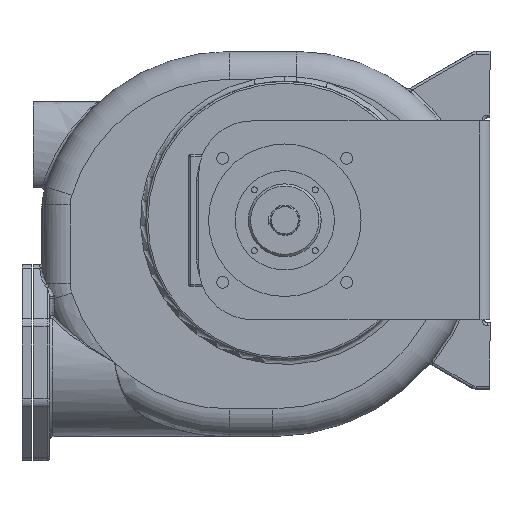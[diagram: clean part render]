
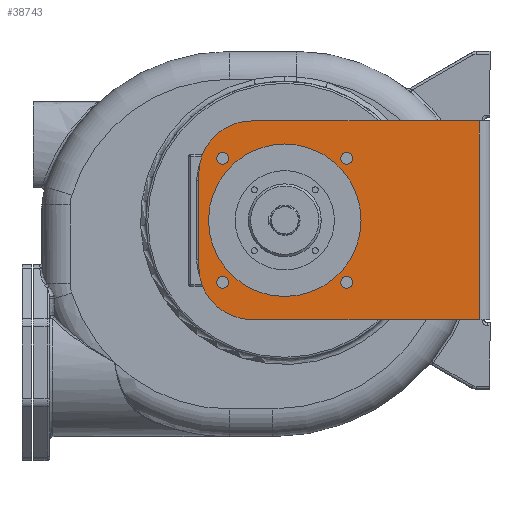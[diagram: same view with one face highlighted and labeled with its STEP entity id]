
A CAD part, left-side view. The second image highlights one B-rep face of the part: STEP entity #38743.
In plain terms, the highlighted planar face has unit normal (-1, 0, 0).
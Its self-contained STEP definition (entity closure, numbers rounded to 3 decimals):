
#16889=DIRECTION('',(0.,0.,1.));
#16890=VECTOR('',#16889,300.);
#16891=CARTESIAN_POINT('',(-572.,16.,-150.));
#16892=LINE('',#16891,#16890);
#17068=CARTESIAN_POINT('',(-572.,360.,-70.));
#17069=DIRECTION('',(1.,0.,0.));
#17070=DIRECTION('',(0.,0.,-1.));
#17071=AXIS2_PLACEMENT_3D('',#17068,#17069,#17070);
#17073=DIRECTION('',(0.,0.,1.));
#17074=VECTOR('',#17073,140.);
#17075=CARTESIAN_POINT('',(-572.,440.,-70.));
#17076=LINE('',#17075,#17074);
#17077=CARTESIAN_POINT('',(-572.,360.,70.));
#17078=DIRECTION('',(1.,0.,0.));
#17079=DIRECTION('',(0.,1.,0.));
#17080=AXIS2_PLACEMENT_3D('',#17077,#17078,#17079);
#17082=DIRECTION('',(0.,-1.,0.));
#17083=VECTOR('',#17082,344.);
#17084=CARTESIAN_POINT('',(-572.,360.,150.));
#17085=LINE('',#17084,#17083);
#17086=DIRECTION('',(0.,1.,0.));
#17087=VECTOR('',#17086,344.);
#17088=CARTESIAN_POINT('',(-572.,16.,-150.));
#17089=LINE('',#17088,#17087);
#17090=CARTESIAN_POINT('',(-572.,310.,0.));
#17091=DIRECTION('',(-1.,0.,0.));
#17092=DIRECTION('',(0.,-1.,0.));
#17093=AXIS2_PLACEMENT_3D('',#17090,#17091,#17092);
#17095=CARTESIAN_POINT('',(-572.,310.,0.));
#17096=DIRECTION('',(-1.,0.,0.));
#17097=DIRECTION('',(0.,1.,0.));
#17098=AXIS2_PLACEMENT_3D('',#17095,#17096,#17097);
#17100=CARTESIAN_POINT('',(-572.,403.692,-93.692));
#17101=DIRECTION('',(-1.,0.,0.));
#17102=DIRECTION('',(0.,-1.,0.));
#17103=AXIS2_PLACEMENT_3D('',#17100,#17101,#17102);
#17105=CARTESIAN_POINT('',(-572.,403.692,-93.692));
#17106=DIRECTION('',(-1.,0.,0.));
#17107=DIRECTION('',(0.,1.,0.));
#17108=AXIS2_PLACEMENT_3D('',#17105,#17106,#17107);
#17110=CARTESIAN_POINT('',(-572.,216.308,-93.692));
#17111=DIRECTION('',(-1.,0.,0.));
#17112=DIRECTION('',(0.,0.,1.));
#17113=AXIS2_PLACEMENT_3D('',#17110,#17111,#17112);
#17115=CARTESIAN_POINT('',(-572.,216.308,-93.692));
#17116=DIRECTION('',(-1.,0.,0.));
#17117=DIRECTION('',(0.,0.,-1.));
#17118=AXIS2_PLACEMENT_3D('',#17115,#17116,#17117);
#17120=CARTESIAN_POINT('',(-572.,216.308,93.692));
#17121=DIRECTION('',(-1.,0.,0.));
#17122=DIRECTION('',(0.,1.,0.));
#17123=AXIS2_PLACEMENT_3D('',#17120,#17121,#17122);
#17125=CARTESIAN_POINT('',(-572.,216.308,93.692));
#17126=DIRECTION('',(-1.,0.,0.));
#17127=DIRECTION('',(0.,-1.,0.));
#17128=AXIS2_PLACEMENT_3D('',#17125,#17126,#17127);
#17130=CARTESIAN_POINT('',(-572.,403.692,93.692));
#17131=DIRECTION('',(-1.,0.,0.));
#17132=DIRECTION('',(0.,0.,-1.));
#17133=AXIS2_PLACEMENT_3D('',#17130,#17131,#17132);
#17135=CARTESIAN_POINT('',(-572.,403.692,93.692));
#17136=DIRECTION('',(-1.,0.,0.));
#17137=DIRECTION('',(0.,0.,1.));
#17138=AXIS2_PLACEMENT_3D('',#17135,#17136,#17137);
#21852=CARTESIAN_POINT('',(-572.,360.,-150.));
#21854=VERTEX_POINT('',#21852);
#21855=CARTESIAN_POINT('',(-572.,194.8,0.));
#21856=CARTESIAN_POINT('',(-572.,425.2,0.));
#21857=VERTEX_POINT('',#21855);
#21858=VERTEX_POINT('',#21856);
#21863=CARTESIAN_POINT('',(-572.,16.,-150.));
#21864=VERTEX_POINT('',#21863);
#21865=CARTESIAN_POINT('',(-572.,16.,150.));
#21866=VERTEX_POINT('',#21865);
#21867=CARTESIAN_POINT('',(-572.,360.,150.));
#21868=VERTEX_POINT('',#21867);
#21915=CARTESIAN_POINT('',(-572.,440.,-70.));
#21916=VERTEX_POINT('',#21915);
#21917=CARTESIAN_POINT('',(-572.,440.,70.));
#21918=VERTEX_POINT('',#21917);
#21919=CARTESIAN_POINT('',(-572.,394.692,-93.692));
#21920=CARTESIAN_POINT('',(-572.,412.692,-93.692));
#21921=VERTEX_POINT('',#21919);
#21922=VERTEX_POINT('',#21920);
#21923=CARTESIAN_POINT('',(-572.,216.308,-84.692));
#21924=CARTESIAN_POINT('',(-572.,216.308,-102.692));
#21925=VERTEX_POINT('',#21923);
#21926=VERTEX_POINT('',#21924);
#21927=CARTESIAN_POINT('',(-572.,225.308,93.692));
#21928=CARTESIAN_POINT('',(-572.,207.308,93.692));
#21929=VERTEX_POINT('',#21927);
#21930=VERTEX_POINT('',#21928);
#21931=CARTESIAN_POINT('',(-572.,403.692,84.692));
#21932=CARTESIAN_POINT('',(-572.,403.692,102.692));
#21933=VERTEX_POINT('',#21931);
#21934=VERTEX_POINT('',#21932);
#38700=CARTESIAN_POINT('',(-572.,310.,0.));
#38701=DIRECTION('',(1.,0.,0.));
#38702=DIRECTION('',(0.,0.,-1.));
#38703=AXIS2_PLACEMENT_3D('',#38700,#38701,#38702);
#38704=PLANE('',#38703);
#38705=ORIENTED_EDGE('',*,*,#38694,.T.);
#38706=ORIENTED_EDGE('',*,*,#38435,.T.);
#38707=ORIENTED_EDGE('',*,*,#38453,.T.);
#38708=ORIENTED_EDGE('',*,*,#38467,.T.);
#38709=ORIENTED_EDGE('',*,*,#38497,.F.);
#38710=ORIENTED_EDGE('',*,*,#38681,.T.);
#38711=EDGE_LOOP('',(#38705,#38706,#38707,#38708,#38709,#38710));
#38712=FACE_OUTER_BOUND('',#38711,.F.);
#38714=ORIENTED_EDGE('',*,*,#38713,.T.);
#38716=ORIENTED_EDGE('',*,*,#38715,.T.);
#38717=EDGE_LOOP('',(#38714,#38716));
#38718=FACE_BOUND('',#38717,.F.);
#38720=ORIENTED_EDGE('',*,*,#38719,.T.);
#38722=ORIENTED_EDGE('',*,*,#38721,.T.);
#38723=EDGE_LOOP('',(#38720,#38722));
#38724=FACE_BOUND('',#38723,.F.);
#38726=ORIENTED_EDGE('',*,*,#38725,.T.);
#38728=ORIENTED_EDGE('',*,*,#38727,.T.);
#38729=EDGE_LOOP('',(#38726,#38728));
#38730=FACE_BOUND('',#38729,.F.);
#38732=ORIENTED_EDGE('',*,*,#38731,.T.);
#38734=ORIENTED_EDGE('',*,*,#38733,.T.);
#38735=EDGE_LOOP('',(#38732,#38734));
#38736=FACE_BOUND('',#38735,.F.);
#38738=ORIENTED_EDGE('',*,*,#38737,.T.);
#38740=ORIENTED_EDGE('',*,*,#38739,.T.);
#38741=EDGE_LOOP('',(#38738,#38740));
#38742=FACE_BOUND('',#38741,.F.);
#38743=ADVANCED_FACE('',(#38712,#38718,#38724,#38730,#38736,#38742),#38704,.F.);
#17072=CIRCLE('',#17071,80.);
#17081=CIRCLE('',#17080,80.);
#17094=CIRCLE('',#17093,115.2);
#17099=CIRCLE('',#17098,115.2);
#17104=CIRCLE('',#17103,9.);
#17109=CIRCLE('',#17108,9.);
#17114=CIRCLE('',#17113,9.);
#17119=CIRCLE('',#17118,9.);
#17124=CIRCLE('',#17123,9.);
#17129=CIRCLE('',#17128,9.);
#17134=CIRCLE('',#17133,9.);
#17139=CIRCLE('',#17138,9.);
#38435=EDGE_CURVE('',#21916,#21918,#17076,.T.);
#38453=EDGE_CURVE('',#21918,#21868,#17081,.T.);
#38467=EDGE_CURVE('',#21868,#21866,#17085,.T.);
#38497=EDGE_CURVE('',#21864,#21866,#16892,.T.);
#38681=EDGE_CURVE('',#21864,#21854,#17089,.T.);
#38694=EDGE_CURVE('',#21854,#21916,#17072,.T.);
#38713=EDGE_CURVE('',#21857,#21858,#17094,.T.);
#38715=EDGE_CURVE('',#21858,#21857,#17099,.T.);
#38719=EDGE_CURVE('',#21921,#21922,#17104,.T.);
#38721=EDGE_CURVE('',#21922,#21921,#17109,.T.);
#38725=EDGE_CURVE('',#21925,#21926,#17114,.T.);
#38727=EDGE_CURVE('',#21926,#21925,#17119,.T.);
#38731=EDGE_CURVE('',#21929,#21930,#17124,.T.);
#38733=EDGE_CURVE('',#21930,#21929,#17129,.T.);
#38737=EDGE_CURVE('',#21933,#21934,#17134,.T.);
#38739=EDGE_CURVE('',#21934,#21933,#17139,.T.);
